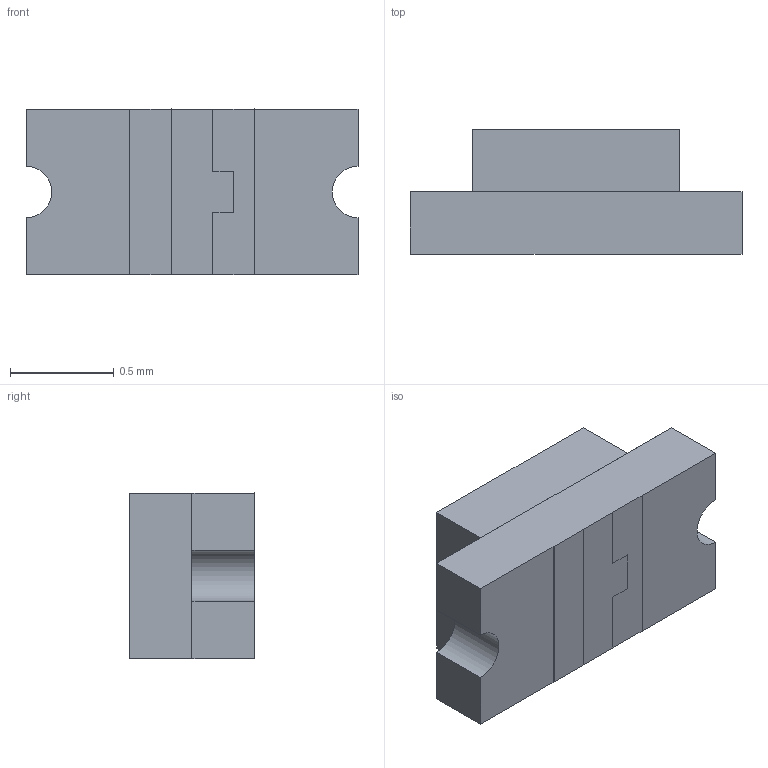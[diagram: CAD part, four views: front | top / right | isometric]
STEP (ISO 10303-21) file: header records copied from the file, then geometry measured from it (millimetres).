
FILE_DESCRIPTION (( 'STEP AP214' ), '1' );
FILE_NAME ('4C63C737-B9F2-48FA-9470-B1F729A7FB9B.STEP', '2023-07-27T08:05:16', ( '' ), ( '' ), 'SwSTEP 2.0', 'SolidWorks 2022', '' );
FILE_SCHEMA (( 'AUTOMOTIVE_DESIGN' ));
Length unit declared in the file: millimetre
Products named in the file (1): 4C63C737-B9F2-48FA-9470-B1F729A7FB9B
Bounding box: 1.6 x 0.6 x 0.8 mm (x, y, z)
Volume: 0.6 mm3; surface area: 7.5 mm2
Topology: 4 solids, 4 shells, 58 faces, 144 edges, 96 vertices
Faces by surface type: plane 50, cylinder 8
Entity records: 2187 total; most frequent: CARTESIAN_POINT 299, ORIENTED_EDGE 288, DIRECTION 278, EDGE_CURVE 144, LINE 128, VECTOR 128, VERTEX_POINT 96, AXIS2_PLACEMENT_3D 75
